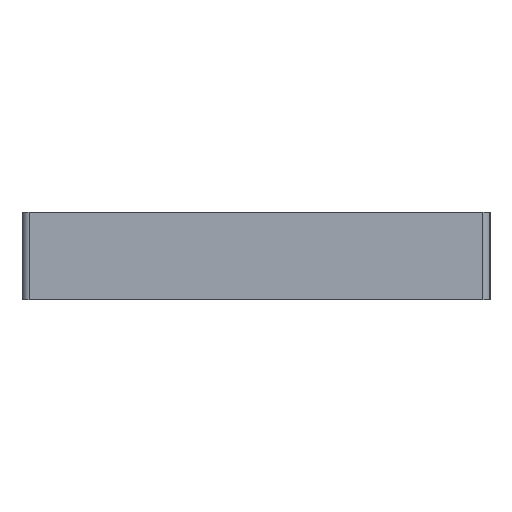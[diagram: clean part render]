
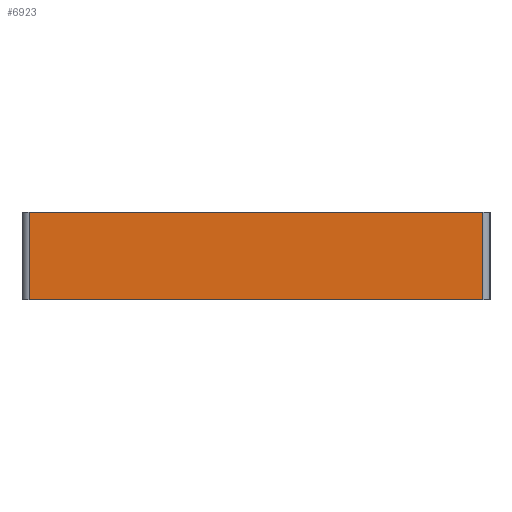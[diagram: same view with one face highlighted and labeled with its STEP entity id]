
A CAD part, left-side view. The second image highlights one B-rep face of the part: STEP entity #6923.
In plain terms, the highlighted planar face has unit normal (-1, 0, 0).
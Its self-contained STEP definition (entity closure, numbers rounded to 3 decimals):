
#583=FACE_OUTER_BOUND('',#1033,.T.);
#1033=EDGE_LOOP('',(#6307,#6308,#6309,#6310));
#1642=LINE('',#10338,#2522);
#1903=LINE('',#10934,#2783);
#1913=LINE('',#10958,#2793);
#1914=LINE('',#10960,#2794);
#2522=VECTOR('',#8325,10.);
#2783=VECTOR('',#9002,10.);
#2793=VECTOR('',#9030,10.);
#2794=VECTOR('',#9033,10.);
#3296=VERTEX_POINT('',#10324);
#3302=VERTEX_POINT('',#10336);
#3428=VERTEX_POINT('',#10931);
#3429=VERTEX_POINT('',#10933);
#4086=EDGE_CURVE('',#3302,#3296,#1642,.T.);
#4380=EDGE_CURVE('',#3428,#3429,#1903,.T.);
#4393=EDGE_CURVE('',#3302,#3429,#1913,.T.);
#4394=EDGE_CURVE('',#3296,#3428,#1914,.T.);
#6307=ORIENTED_EDGE('',*,*,#4086,.F.);
#6308=ORIENTED_EDGE('',*,*,#4393,.T.);
#6309=ORIENTED_EDGE('',*,*,#4380,.F.);
#6310=ORIENTED_EDGE('',*,*,#4394,.F.);
#6599=PLANE('',#7342);
#6923=ADVANCED_FACE('',(#583),#6599,.T.);
#7342=AXIS2_PLACEMENT_3D('',#10959,#9031,#9032);
#8325=DIRECTION('',(0.,1.,0.));
#9002=DIRECTION('',(0.,-1.,0.));
#9030=DIRECTION('',(0.,0.,1.));
#9031=DIRECTION('center_axis',(-1.,0.,0.));
#9032=DIRECTION('ref_axis',(0.,-1.,0.));
#9033=DIRECTION('',(0.,0.,1.));
#10324=CARTESIAN_POINT('',(-19.,17.,0.));
#10336=CARTESIAN_POINT('',(-19.,-112.,0.));
#10338=CARTESIAN_POINT('',(-19.,-112.,0.));
#10931=CARTESIAN_POINT('',(-19.,17.,25.));
#10933=CARTESIAN_POINT('',(-19.,-112.,25.));
#10934=CARTESIAN_POINT('',(-19.,-112.,25.));
#10958=CARTESIAN_POINT('',(-19.,-112.,0.));
#10959=CARTESIAN_POINT('Origin',(-19.,17.,0.));
#10960=CARTESIAN_POINT('',(-19.,17.,0.));
